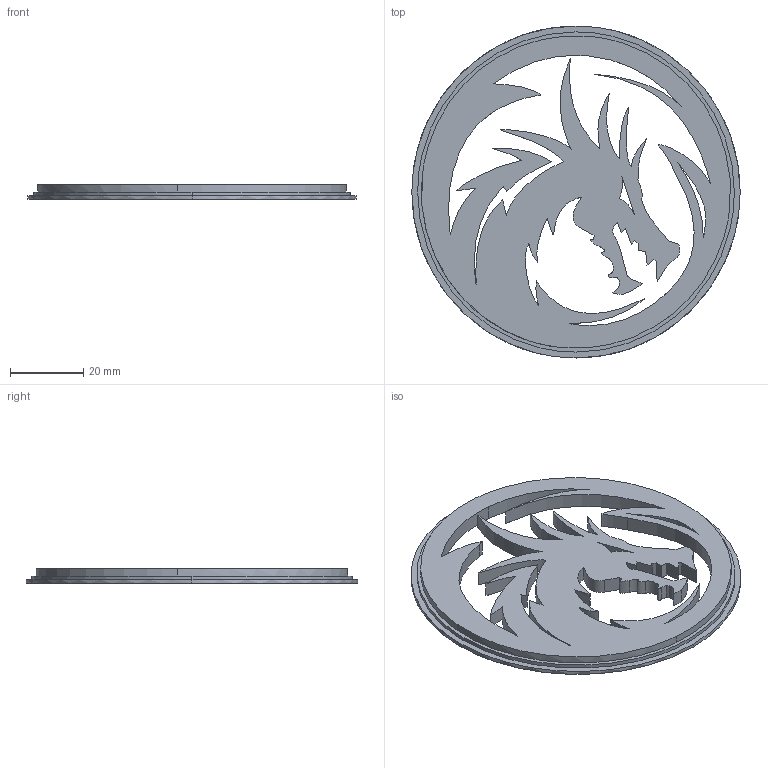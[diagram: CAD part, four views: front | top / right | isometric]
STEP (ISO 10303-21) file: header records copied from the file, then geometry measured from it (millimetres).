
FILE_DESCRIPTION(/* description */ (''),/* implementation_level */ '2;1');
FILE_NAME(/* name */ '2eda6ea9-32f1-4708-9f84-2cb3cee90e8f.stp',/* time_stamp */ '2017-10-21T20:57:59+00:00',/* author */ (''),/* organization */ (''),/* preprocessor_version */ 'ST-DEVELOPER v16.13',/* originating_system */ 'Autodesk Translation Framework v6.5.0.72',/* authorisation */ '');
FILE_SCHEMA (('AUTOMOTIVE_DESIGN { 1 0 10303 214 3 1 1 }'));
Length unit declared in the file: millimetre
Products named in the file (1): Logo v4
Bounding box: 89.47 x 90.47 x 4 mm (x, y, z)
Volume: 14679 mm3; surface area: 13140 mm2
Topology: 1 solids, 1 shells, 103 faces, 297 edges, 198 vertices
Faces by surface type: bspline 83, plane 20
Entity records: 3590 total; most frequent: CARTESIAN_POINT 1534, ORIENTED_EDGE 594, EDGE_CURVE 297, VERTEX_POINT 198, DIRECTION 173, LINE 131, VECTOR 131, EDGE_LOOP 111
